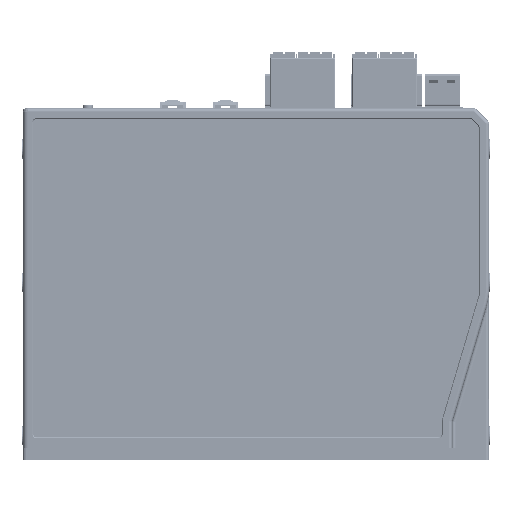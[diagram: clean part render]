
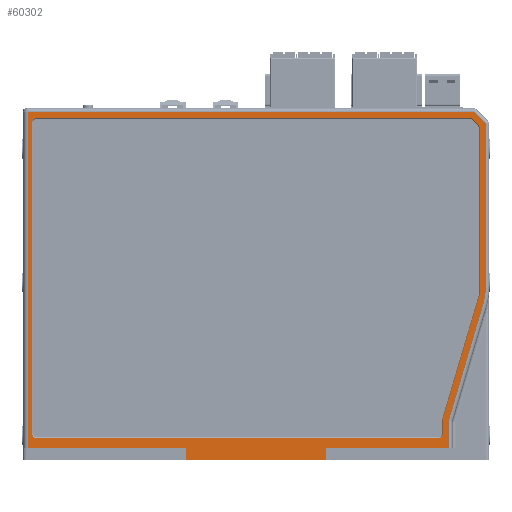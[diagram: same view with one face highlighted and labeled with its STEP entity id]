
A CAD part, left-side view. The second image highlights one B-rep face of the part: STEP entity #60302.
In plain terms, the highlighted planar face has unit normal (-1, 0, 0).
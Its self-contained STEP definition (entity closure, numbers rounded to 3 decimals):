
#3799=DIRECTION('',(0.,1.,0.));
#3800=VECTOR('',#3799,34.95);
#3801=CARTESIAN_POINT('',(-6.051,-54.75,-46.4));
#3802=LINE('',#3801,#3800);
#4138=DIRECTION('',(0.,1.,0.));
#4139=VECTOR('',#4138,44.95);
#4140=CARTESIAN_POINT('',(-6.051,19.8,-46.4));
#4141=LINE('',#4140,#4139);
#4334=DIRECTION('',(0.,0.,-1.));
#4335=VECTOR('',#4334,95.4);
#4336=CARTESIAN_POINT('',(-6.051,64.75,49.));
#4337=LINE('',#4336,#4335);
#4353=DIRECTION('',(0.,1.,0.));
#4354=VECTOR('',#4353,126.586);
#4355=CARTESIAN_POINT('',(-6.051,-61.836,49.));
#4356=LINE('',#4355,#4354);
#4361=DIRECTION('',(0.,0.707,0.707));
#4362=VECTOR('',#4361,4.828);
#4363=CARTESIAN_POINT('',(-6.051,-65.25,45.586));
#4364=LINE('',#4363,#4362);
#4365=CARTESIAN_POINT('',(-6.051,-47.75,-0.821));
#4366=DIRECTION('',(-1.,0.,0.));
#4367=DIRECTION('',(0.,-0.959,-0.284));
#4368=AXIS2_PLACEMENT_3D('',#4365,#4366,#4367);
#4370=DIRECTION('',(0.,-0.284,0.959));
#4371=VECTOR('',#4370,34.197);
#4372=CARTESIAN_POINT('',(-6.051,-54.832,
-38.578));
#4373=LINE('',#4372,#4371);
#4374=CARTESIAN_POINT('',(-6.051,-56.75,-39.145));
#4375=DIRECTION('',(1.,0.,0.));
#4376=DIRECTION('',(0.,1.,0.));
#4377=AXIS2_PLACEMENT_3D('',#4374,#4375,#4376);
#4379=CARTESIAN_POINT('',(-6.051,62.25,-42.5));
#4380=DIRECTION('',(1.,0.,0.));
#4381=DIRECTION('',(0.,0.,-1.));
#4382=AXIS2_PLACEMENT_3D('',#4379,#4380,#4381);
#4384=CARTESIAN_POINT('',(-6.051,-51.75,-42.5));
#4385=DIRECTION('',(1.,0.,0.));
#4386=DIRECTION('',(0.,-1.,0.));
#4387=AXIS2_PLACEMENT_3D('',#4384,#4385,#4386);
#4389=CARTESIAN_POINT('',(-6.051,-53.75,-38.71));
#4390=DIRECTION('',(-1.,0.,0.));
#4391=DIRECTION('',(0.,0.959,0.284));
#4392=AXIS2_PLACEMENT_3D('',#4389,#4390,#4391);
#4394=DIRECTION('',(0.,0.284,-0.959));
#4395=VECTOR('',#4394,36.731);
#4396=CARTESIAN_POINT('',(-6.051,-63.449,
-3.275));
#4397=LINE('',#4396,#4395);
#4398=CARTESIAN_POINT('',(-6.051,-62.25,-2.921));
#4399=DIRECTION('',(1.,0.,0.));
#4400=DIRECTION('',(0.,-1.,0.));
#4401=AXIS2_PLACEMENT_3D('',#4398,#4399,#4400);
#4403=CARTESIAN_POINT('',(-6.051,-62.25,44.343));
#4404=DIRECTION('',(1.,0.,0.));
#4405=DIRECTION('',(0.,-0.707,0.707));
#4406=AXIS2_PLACEMENT_3D('',#4403,#4404,#4405);
#4408=DIRECTION('',(0.,-0.707,-0.707));
#4409=VECTOR('',#4408,2.343);
#4410=CARTESIAN_POINT('',(-6.051,-61.477,
46.884));
#4411=LINE('',#4410,#4409);
#4412=CARTESIAN_POINT('',(-6.051,-60.593,46.));
#4413=DIRECTION('',(1.,0.,0.));
#4414=DIRECTION('',(0.,0.,1.));
#4415=AXIS2_PLACEMENT_3D('',#4412,#4413,#4414);
#4417=CARTESIAN_POINT('',(-6.051,62.25,46.));
#4418=DIRECTION('',(1.,0.,0.));
#4419=DIRECTION('',(0.,1.,0.));
#4420=AXIS2_PLACEMENT_3D('',#4417,#4418,#4419);
#4422=DIRECTION('',(0.,0.,-1.));
#4423=VECTOR('',#4422,3.5);
#4424=CARTESIAN_POINT('',(-6.051,-19.8,-46.4));
#4425=LINE('',#4424,#4423);
#4466=DIRECTION('',(0.,1.,0.));
#4467=VECTOR('',#4466,39.6);
#4468=CARTESIAN_POINT('',(-6.051,-19.8,-49.9));
#4469=LINE('',#4468,#4467);
#4482=DIRECTION('',(0.,0.,1.));
#4483=VECTOR('',#4482,3.5);
#4484=CARTESIAN_POINT('',(-6.051,19.8,-49.9));
#4485=LINE('',#4484,#4483);
#4524=DIRECTION('',(0.,0.,1.));
#4525=VECTOR('',#4524,46.407);
#4526=CARTESIAN_POINT('',(-6.051,-65.25,-0.821));
#4527=LINE('',#4526,#4525);
#4633=DIRECTION('',(0.,0.,1.));
#4634=VECTOR('',#4633,7.255);
#4635=CARTESIAN_POINT('',(-6.051,-54.75,-46.4));
#4636=LINE('',#4635,#4634);
#4691=DIRECTION('',(0.,0.,-1.));
#4692=VECTOR('',#4691,88.5);
#4693=CARTESIAN_POINT('',(-6.051,63.5,46.));
#4694=LINE('',#4693,#4692);
#4703=DIRECTION('',(0.,1.,0.));
#4704=VECTOR('',#4703,122.843);
#4705=CARTESIAN_POINT('',(-6.051,-60.593,
47.25));
#4706=LINE('',#4705,#4704);
#4723=DIRECTION('',(0.,0.,1.));
#4724=VECTOR('',#4723,47.264);
#4725=CARTESIAN_POINT('',(-6.051,-63.5,
-2.921));
#4726=LINE('',#4725,#4724);
#4743=DIRECTION('',(0.,0.,1.));
#4744=VECTOR('',#4743,3.79);
#4745=CARTESIAN_POINT('',(-6.051,-53.,
-42.5));
#4746=LINE('',#4745,#4744);
#4755=DIRECTION('',(0.,-1.,0.));
#4756=VECTOR('',#4755,114.);
#4757=CARTESIAN_POINT('',(-6.051,62.25,-43.75));
#4758=LINE('',#4757,#4756);
#47915=CARTESIAN_POINT('',(-6.051,64.75,49.));
#47916=VERTEX_POINT('',#47915);
#47917=CARTESIAN_POINT('',(-6.051,-61.836,49.));
#47918=VERTEX_POINT('',#47917);
#47919=CARTESIAN_POINT('',(-6.051,-54.75,-46.4));
#47920=CARTESIAN_POINT('',(-6.051,-19.8,-46.4));
#47921=VERTEX_POINT('',#47919);
#47922=VERTEX_POINT('',#47920);
#47923=CARTESIAN_POINT('',(-6.051,-19.8,-49.9));
#47924=VERTEX_POINT('',#47923);
#47925=CARTESIAN_POINT('',(-6.051,19.8,-49.9));
#47926=VERTEX_POINT('',#47925);
#47927=CARTESIAN_POINT('',(-6.051,19.8,-46.4));
#47928=VERTEX_POINT('',#47927);
#47929=CARTESIAN_POINT('',(-6.051,64.75,
-46.4));
#47930=VERTEX_POINT('',#47929);
#47931=CARTESIAN_POINT('',(-6.051,-65.25,45.586));
#47932=VERTEX_POINT('',#47931);
#47933=CARTESIAN_POINT('',(-6.051,-65.25,-0.821));
#47934=VERTEX_POINT('',#47933);
#47935=CARTESIAN_POINT('',(-6.051,-64.531,
-5.785));
#47936=VERTEX_POINT('',#47935);
#47937=CARTESIAN_POINT('',(-6.051,-54.832,
-38.578));
#47938=VERTEX_POINT('',#47937);
#47939=CARTESIAN_POINT('',(-6.051,-54.75,-39.145));
#47940=VERTEX_POINT('',#47939);
#47941=CARTESIAN_POINT('',(-6.051,62.25,-43.75));
#47942=CARTESIAN_POINT('',(-6.051,63.5,-42.5));
#47943=VERTEX_POINT('',#47941);
#47944=VERTEX_POINT('',#47942);
#47945=CARTESIAN_POINT('',(-6.051,-51.75,-43.75));
#47946=VERTEX_POINT('',#47945);
#47947=CARTESIAN_POINT('',(-6.051,-53.,-42.5));
#47948=VERTEX_POINT('',#47947);
#47949=CARTESIAN_POINT('',(-6.051,-53.,-38.71));
#47950=VERTEX_POINT('',#47949);
#47951=CARTESIAN_POINT('',(-6.051,-53.031,
-38.498));
#47952=VERTEX_POINT('',#47951);
#47953=CARTESIAN_POINT('',(-6.051,-63.449,
-3.275));
#47954=VERTEX_POINT('',#47953);
#47955=CARTESIAN_POINT('',(-6.051,-63.5,
-2.921));
#47956=VERTEX_POINT('',#47955);
#47957=CARTESIAN_POINT('',(-6.051,-63.5,
44.343));
#47958=VERTEX_POINT('',#47957);
#47959=CARTESIAN_POINT('',(-6.051,-63.134,
45.227));
#47960=VERTEX_POINT('',#47959);
#47961=CARTESIAN_POINT('',(-6.051,-61.477,
46.884));
#47962=VERTEX_POINT('',#47961);
#47963=CARTESIAN_POINT('',(-6.051,-60.593,
47.25));
#47964=VERTEX_POINT('',#47963);
#47965=CARTESIAN_POINT('',(-6.051,62.25,
47.25));
#47966=VERTEX_POINT('',#47965);
#47967=CARTESIAN_POINT('',(-6.051,63.5,46.));
#47968=VERTEX_POINT('',#47967);
#60243=CARTESIAN_POINT('',(-6.051,-0.25,-0.45));
#60244=DIRECTION('',(1.,0.,0.));
#60245=DIRECTION('',(0.,-1.,0.));
#60246=AXIS2_PLACEMENT_3D('',#60243,#60244,#60245);
#60247=PLANE('',#60246);
#60248=ORIENTED_EDGE('',*,*,#58788,.T.);
#60250=ORIENTED_EDGE('',*,*,#60249,.T.);
#60252=ORIENTED_EDGE('',*,*,#60251,.T.);
#60254=ORIENTED_EDGE('',*,*,#60253,.T.);
#60255=ORIENTED_EDGE('',*,*,#59521,.T.);
#60256=ORIENTED_EDGE('',*,*,#60178,.F.);
#60257=ORIENTED_EDGE('',*,*,#60227,.F.);
#60259=ORIENTED_EDGE('',*,*,#60258,.F.);
#60261=ORIENTED_EDGE('',*,*,#60260,.F.);
#60263=ORIENTED_EDGE('',*,*,#60262,.F.);
#60265=ORIENTED_EDGE('',*,*,#60264,.F.);
#60267=ORIENTED_EDGE('',*,*,#60266,.F.);
#60269=ORIENTED_EDGE('',*,*,#60268,.F.);
#60270=EDGE_LOOP('',(#60248,#60250,#60252,#60254,#60255,#60256,#60257,#60259,
#60261,#60263,#60265,#60267,#60269));
#60271=FACE_OUTER_BOUND('',#60270,.F.);
#60273=ORIENTED_EDGE('',*,*,#60272,.F.);
#60275=ORIENTED_EDGE('',*,*,#60274,.T.);
#60277=ORIENTED_EDGE('',*,*,#60276,.F.);
#60279=ORIENTED_EDGE('',*,*,#60278,.T.);
#60281=ORIENTED_EDGE('',*,*,#60280,.F.);
#60283=ORIENTED_EDGE('',*,*,#60282,.F.);
#60285=ORIENTED_EDGE('',*,*,#60284,.F.);
#60287=ORIENTED_EDGE('',*,*,#60286,.T.);
#60289=ORIENTED_EDGE('',*,*,#60288,.F.);
#60291=ORIENTED_EDGE('',*,*,#60290,.F.);
#60293=ORIENTED_EDGE('',*,*,#60292,.F.);
#60295=ORIENTED_EDGE('',*,*,#60294,.T.);
#60297=ORIENTED_EDGE('',*,*,#60296,.F.);
#60299=ORIENTED_EDGE('',*,*,#60298,.T.);
#60300=EDGE_LOOP('',(#60273,#60275,#60277,#60279,#60281,#60283,#60285,#60287,
#60289,#60291,#60293,#60295,#60297,#60299));
#60301=FACE_BOUND('',#60300,.F.);
#60302=ADVANCED_FACE('',(#60271,#60301),#60247,.F.);
#4369=CIRCLE('',#4368,17.5);
#4378=CIRCLE('',#4377,2.);
#4383=CIRCLE('',#4382,1.25);
#4388=CIRCLE('',#4387,1.25);
#4393=CIRCLE('',#4392,0.75);
#4402=CIRCLE('',#4401,1.25);
#4407=CIRCLE('',#4406,1.25);
#4416=CIRCLE('',#4415,1.25);
#4421=CIRCLE('',#4420,1.25);
#58788=EDGE_CURVE('',#47921,#47922,#3802,.T.);
#59521=EDGE_CURVE('',#47928,#47930,#4141,.T.);
#60178=EDGE_CURVE('',#47916,#47930,#4337,.T.);
#60227=EDGE_CURVE('',#47918,#47916,#4356,.T.);
#60249=EDGE_CURVE('',#47922,#47924,#4425,.T.);
#60251=EDGE_CURVE('',#47924,#47926,#4469,.T.);
#60253=EDGE_CURVE('',#47926,#47928,#4485,.T.);
#60258=EDGE_CURVE('',#47932,#47918,#4364,.T.);
#60260=EDGE_CURVE('',#47934,#47932,#4527,.T.);
#60262=EDGE_CURVE('',#47936,#47934,#4369,.T.);
#60264=EDGE_CURVE('',#47938,#47936,#4373,.T.);
#60266=EDGE_CURVE('',#47940,#47938,#4378,.T.);
#60268=EDGE_CURVE('',#47921,#47940,#4636,.T.);
#60272=EDGE_CURVE('',#47943,#47944,#4383,.T.);
#60274=EDGE_CURVE('',#47943,#47946,#4758,.T.);
#60276=EDGE_CURVE('',#47948,#47946,#4388,.T.);
#60278=EDGE_CURVE('',#47948,#47950,#4746,.T.);
#60280=EDGE_CURVE('',#47952,#47950,#4393,.T.);
#60282=EDGE_CURVE('',#47954,#47952,#4397,.T.);
#60284=EDGE_CURVE('',#47956,#47954,#4402,.T.);
#60286=EDGE_CURVE('',#47956,#47958,#4726,.T.);
#60288=EDGE_CURVE('',#47960,#47958,#4407,.T.);
#60290=EDGE_CURVE('',#47962,#47960,#4411,.T.);
#60292=EDGE_CURVE('',#47964,#47962,#4416,.T.);
#60294=EDGE_CURVE('',#47964,#47966,#4706,.T.);
#60296=EDGE_CURVE('',#47968,#47966,#4421,.T.);
#60298=EDGE_CURVE('',#47968,#47944,#4694,.T.);
